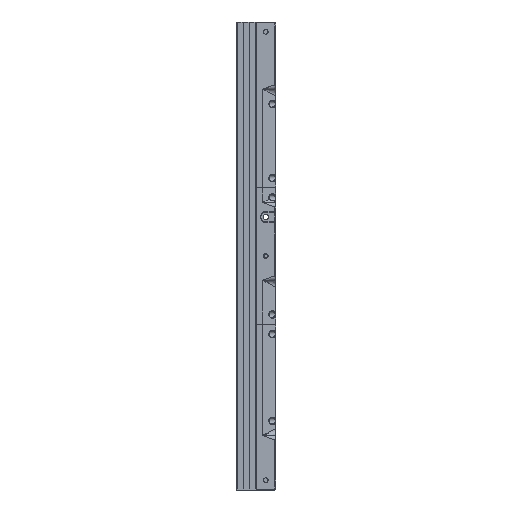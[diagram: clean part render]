
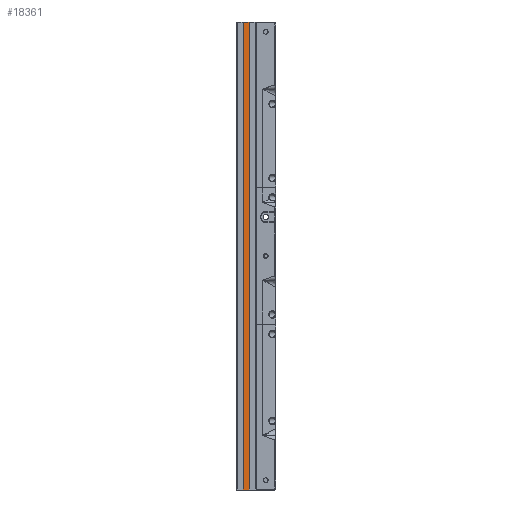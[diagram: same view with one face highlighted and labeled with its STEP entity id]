
A CAD part, left-side view. The second image highlights one B-rep face of the part: STEP entity #18361.
In plain terms, the highlighted planar face has unit normal (-1, 0, 0).
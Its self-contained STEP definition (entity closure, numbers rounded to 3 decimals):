
#667=PLANE('',#19602);
#1337=FACE_OUTER_BOUND('',#2456,.T.);
#2456=EDGE_LOOP('',(#12662,#12663,#12664,#12665));
#3701=LINE('',#26731,#5679);
#3735=LINE('',#26808,#5713);
#3736=LINE('',#26811,#5714);
#3737=LINE('',#26812,#5715);
#5679=VECTOR('',#21328,10.);
#5713=VECTOR('',#21390,10.);
#5714=VECTOR('',#21393,10.);
#5715=VECTOR('',#21394,10.);
#8157=VERTEX_POINT('',#26728);
#8158=VERTEX_POINT('',#26730);
#8187=VERTEX_POINT('',#26806);
#8188=VERTEX_POINT('',#26810);
#9851=EDGE_CURVE('',#8158,#8157,#3701,.T.);
#9890=EDGE_CURVE('',#8157,#8187,#3735,.T.);
#9891=EDGE_CURVE('',#8187,#8188,#3736,.T.);
#9892=EDGE_CURVE('',#8158,#8188,#3737,.T.);
#12662=ORIENTED_EDGE('',*,*,#9891,.T.);
#12663=ORIENTED_EDGE('',*,*,#9892,.F.);
#12664=ORIENTED_EDGE('',*,*,#9851,.T.);
#12665=ORIENTED_EDGE('',*,*,#9890,.T.);
#18361=ADVANCED_FACE('',(#1337),#667,.T.);
#19602=AXIS2_PLACEMENT_3D('',#26809,#21391,#21392);
#21328=DIRECTION('',(0.,-1.,0.));
#21390=DIRECTION('',(0.,0.,1.));
#21391=DIRECTION('center_axis',(-1.,0.,0.));
#21392=DIRECTION('ref_axis',(0.,-1.,0.));
#21393=DIRECTION('',(0.,1.,0.));
#21394=DIRECTION('',(0.,0.,1.));
#26728=CARTESIAN_POINT('',(-224.,7.061,-240.));
#26730=CARTESIAN_POINT('',(-224.,12.939,-240.));
#26731=CARTESIAN_POINT('',(-224.,8.53,-240.));
#26806=CARTESIAN_POINT('',(-224.,7.061,240.));
#26808=CARTESIAN_POINT('',(-224.,7.061,0.));
#26809=CARTESIAN_POINT('Origin',(-224.,12.939,0.));
#26810=CARTESIAN_POINT('',(-224.,12.939,240.));
#26811=CARTESIAN_POINT('',(-224.,11.47,240.));
#26812=CARTESIAN_POINT('',(-224.,12.939,0.));
